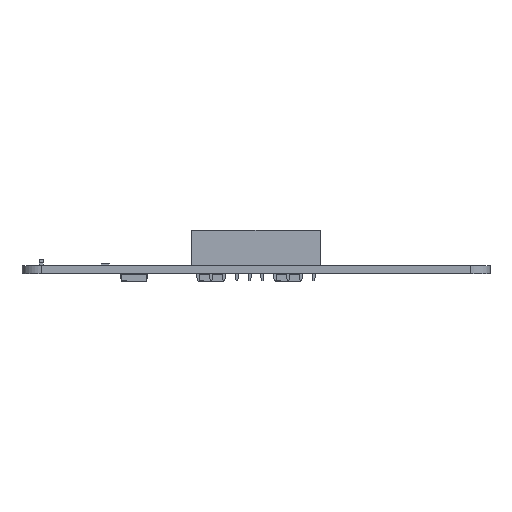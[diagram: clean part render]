
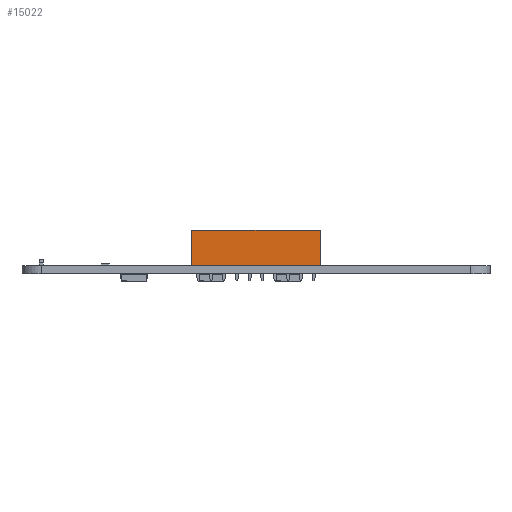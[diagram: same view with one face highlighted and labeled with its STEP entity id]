
A CAD part, left-side view. The second image highlights one B-rep face of the part: STEP entity #15022.
In plain terms, the highlighted planar face has unit normal (-1, 0, 0).
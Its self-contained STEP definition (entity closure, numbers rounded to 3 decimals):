
#11216 = PLANE('',#11217);
#11217 = AXIS2_PLACEMENT_3D('',#11218,#11219,#11220);
#11218 = CARTESIAN_POINT('',(-1.27,-24.13,0.));
#11219 = DIRECTION('',(0.,1.,0.));
#11220 = DIRECTION('',(1.,0.,0.));
#11244 = PLANE('',#11245);
#11245 = AXIS2_PLACEMENT_3D('',#11246,#11247,#11248);
#11246 = CARTESIAN_POINT('',(1.27,-24.13,7.));
#11247 = DIRECTION('',(0.,0.,-1.));
#11248 = DIRECTION('',(0.,-1.,0.));
#11272 = PLANE('',#11273);
#11273 = AXIS2_PLACEMENT_3D('',#11274,#11275,#11276);
#11274 = CARTESIAN_POINT('',(1.27,1.27,0.));
#11275 = DIRECTION('',(0.,-1.,0.));
#11276 = DIRECTION('',(-1.,0.,0.));
#11314 = VERTEX_POINT('',#11315);
#11315 = CARTESIAN_POINT('',(-1.27,-24.13,0.));
#11331 = PLANE('',#11332);
#11332 = AXIS2_PLACEMENT_3D('',#11333,#11334,#11335);
#11333 = CARTESIAN_POINT('',(1.27,-24.13,0.));
#11334 = DIRECTION('',(0.,0.,-1.));
#11335 = DIRECTION('',(0.,-1.,0.));
#11343 = EDGE_CURVE('',#11314,#11344,#11346,.T.);
#11344 = VERTEX_POINT('',#11345);
#11345 = CARTESIAN_POINT('',(-1.27,-24.13,7.));
#11346 = SURFACE_CURVE('',#11347,(#11351,#11358),.PCURVE_S1.);
#11347 = LINE('',#11348,#11349);
#11348 = CARTESIAN_POINT('',(-1.27,-24.13,0.));
#11349 = VECTOR('',#11350,1.);
#11350 = DIRECTION('',(0.,0.,1.));
#11351 = PCURVE('',#11216,#11352);
#11352 = DEFINITIONAL_REPRESENTATION('',(#11353),#11357);
#11353 = LINE('',#11354,#11355);
#11354 = CARTESIAN_POINT('',(0.,0.));
#11355 = VECTOR('',#11356,1.);
#11356 = DIRECTION('',(0.,-1.));
#11357 = ( GEOMETRIC_REPRESENTATION_CONTEXT(2) 
PARAMETRIC_REPRESENTATION_CONTEXT() REPRESENTATION_CONTEXT('2D SPACE',''
  ) );
#11358 = PCURVE('',#11359,#11364);
#11359 = PLANE('',#11360);
#11360 = AXIS2_PLACEMENT_3D('',#11361,#11362,#11363);
#11361 = CARTESIAN_POINT('',(-1.27,1.27,0.));
#11362 = DIRECTION('',(1.,0.,0.));
#11363 = DIRECTION('',(0.,-1.,0.));
#11364 = DEFINITIONAL_REPRESENTATION('',(#11365),#11369);
#11365 = LINE('',#11366,#11367);
#11366 = CARTESIAN_POINT('',(25.4,0.));
#11367 = VECTOR('',#11368,1.);
#11368 = DIRECTION('',(0.,-1.));
#11369 = ( GEOMETRIC_REPRESENTATION_CONTEXT(2) 
PARAMETRIC_REPRESENTATION_CONTEXT() REPRESENTATION_CONTEXT('2D SPACE',''
  ) );
#11526 = VERTEX_POINT('',#11527);
#11527 = CARTESIAN_POINT('',(-1.27,1.27,7.));
#11548 = EDGE_CURVE('',#11549,#11526,#11551,.T.);
#11549 = VERTEX_POINT('',#11550);
#11550 = CARTESIAN_POINT('',(-1.27,1.27,0.));
#11551 = SURFACE_CURVE('',#11552,(#11556,#11563),.PCURVE_S1.);
#11552 = LINE('',#11553,#11554);
#11553 = CARTESIAN_POINT('',(-1.27,1.27,0.));
#11554 = VECTOR('',#11555,1.);
#11555 = DIRECTION('',(0.,0.,1.));
#11556 = PCURVE('',#11272,#11557);
#11557 = DEFINITIONAL_REPRESENTATION('',(#11558),#11562);
#11558 = LINE('',#11559,#11560);
#11559 = CARTESIAN_POINT('',(2.54,0.));
#11560 = VECTOR('',#11561,1.);
#11561 = DIRECTION('',(0.,-1.));
#11562 = ( GEOMETRIC_REPRESENTATION_CONTEXT(2) 
PARAMETRIC_REPRESENTATION_CONTEXT() REPRESENTATION_CONTEXT('2D SPACE',''
  ) );
#11563 = PCURVE('',#11359,#11564);
#11564 = DEFINITIONAL_REPRESENTATION('',(#11565),#11569);
#11565 = LINE('',#11566,#11567);
#11566 = CARTESIAN_POINT('',(0.,0.));
#11567 = VECTOR('',#11568,1.);
#11568 = DIRECTION('',(0.,-1.));
#11569 = ( GEOMETRIC_REPRESENTATION_CONTEXT(2) 
PARAMETRIC_REPRESENTATION_CONTEXT() REPRESENTATION_CONTEXT('2D SPACE',''
  ) );
#11693 = EDGE_CURVE('',#11526,#11344,#11694,.T.);
#11694 = SURFACE_CURVE('',#11695,(#11699,#11706),.PCURVE_S1.);
#11695 = LINE('',#11696,#11697);
#11696 = CARTESIAN_POINT('',(-1.27,1.27,7.));
#11697 = VECTOR('',#11698,1.);
#11698 = DIRECTION('',(0.,-1.,0.));
#11699 = PCURVE('',#11244,#11700);
#11700 = DEFINITIONAL_REPRESENTATION('',(#11701),#11705);
#11701 = LINE('',#11702,#11703);
#11702 = CARTESIAN_POINT('',(-25.4,2.54));
#11703 = VECTOR('',#11704,1.);
#11704 = DIRECTION('',(1.,0.));
#11705 = ( GEOMETRIC_REPRESENTATION_CONTEXT(2) 
PARAMETRIC_REPRESENTATION_CONTEXT() REPRESENTATION_CONTEXT('2D SPACE',''
  ) );
#11706 = PCURVE('',#11359,#11707);
#11707 = DEFINITIONAL_REPRESENTATION('',(#11708),#11712);
#11708 = LINE('',#11709,#11710);
#11709 = CARTESIAN_POINT('',(0.,-7.));
#11710 = VECTOR('',#11711,1.);
#11711 = DIRECTION('',(1.,0.));
#11712 = ( GEOMETRIC_REPRESENTATION_CONTEXT(2) 
PARAMETRIC_REPRESENTATION_CONTEXT() REPRESENTATION_CONTEXT('2D SPACE',''
  ) );
#12880 = EDGE_CURVE('',#11549,#11314,#12881,.T.);
#12881 = SURFACE_CURVE('',#12882,(#12886,#12893),.PCURVE_S1.);
#12882 = LINE('',#12883,#12884);
#12883 = CARTESIAN_POINT('',(-1.27,1.27,0.));
#12884 = VECTOR('',#12885,1.);
#12885 = DIRECTION('',(0.,-1.,0.));
#12886 = PCURVE('',#11331,#12887);
#12887 = DEFINITIONAL_REPRESENTATION('',(#12888),#12892);
#12888 = LINE('',#12889,#12890);
#12889 = CARTESIAN_POINT('',(-25.4,2.54));
#12890 = VECTOR('',#12891,1.);
#12891 = DIRECTION('',(1.,0.));
#12892 = ( GEOMETRIC_REPRESENTATION_CONTEXT(2) 
PARAMETRIC_REPRESENTATION_CONTEXT() REPRESENTATION_CONTEXT('2D SPACE',''
  ) );
#12893 = PCURVE('',#11359,#12894);
#12894 = DEFINITIONAL_REPRESENTATION('',(#12895),#12899);
#12895 = LINE('',#12896,#12897);
#12896 = CARTESIAN_POINT('',(0.,0.));
#12897 = VECTOR('',#12898,1.);
#12898 = DIRECTION('',(1.,0.));
#12899 = ( GEOMETRIC_REPRESENTATION_CONTEXT(2) 
PARAMETRIC_REPRESENTATION_CONTEXT() REPRESENTATION_CONTEXT('2D SPACE',''
  ) );
#15022 = ADVANCED_FACE('',(#15023),#11359,.F.);
#15023 = FACE_BOUND('',#15024,.F.);
#15024 = EDGE_LOOP('',(#15025,#15026,#15027,#15028));
#15025 = ORIENTED_EDGE('',*,*,#11548,.T.);
#15026 = ORIENTED_EDGE('',*,*,#11693,.T.);
#15027 = ORIENTED_EDGE('',*,*,#11343,.F.);
#15028 = ORIENTED_EDGE('',*,*,#12880,.F.);
